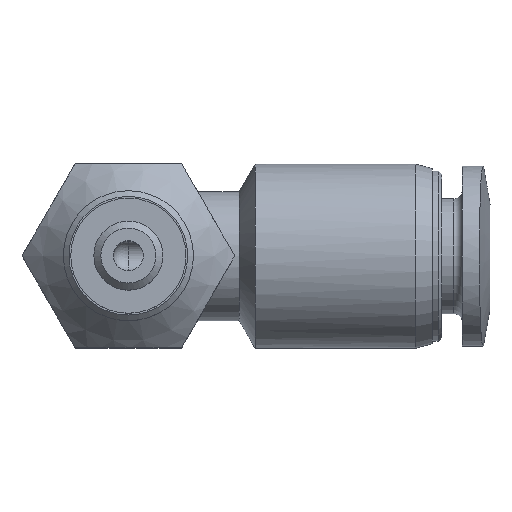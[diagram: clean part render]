
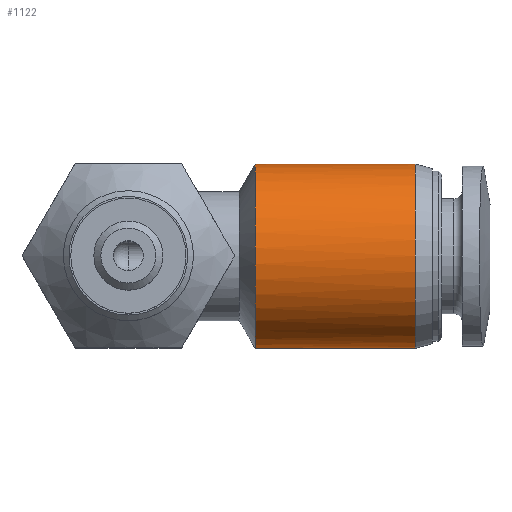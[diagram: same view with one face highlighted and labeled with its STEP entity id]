
A CAD part, top view. The second image highlights one B-rep face of the part: STEP entity #1122.
In plain terms, the highlighted cylindrical face has radius 4 mm (diameter 8 mm), a full revolution.
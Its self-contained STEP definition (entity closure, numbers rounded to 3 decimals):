
#114=CYLINDRICAL_SURFACE('',#1201,4.);
#143=CIRCLE('',#1200,4.);
#144=CIRCLE('',#1202,4.);
#145=CIRCLE('',#1203,4.);
#146=CIRCLE('',#1204,4.);
#220=ORIENTED_EDGE('',*,*,#411,.F.);
#221=ORIENTED_EDGE('',*,*,#412,.T.);
#222=ORIENTED_EDGE('',*,*,#408,.T.);
#223=ORIENTED_EDGE('',*,*,#413,.T.);
#408=EDGE_CURVE('',#503,#504,#143,.T.);
#411=EDGE_CURVE('',#505,#505,#144,.T.);
#412=EDGE_CURVE('',#506,#503,#145,.T.);
#413=EDGE_CURVE('',#504,#506,#146,.T.);
#503=VERTEX_POINT('',#1661);
#504=VERTEX_POINT('',#1662);
#505=VERTEX_POINT('',#1673);
#506=VERTEX_POINT('',#1675);
#575=EDGE_LOOP('',(#220));
#576=EDGE_LOOP('',(#221,#222,#223));
#655=FACE_BOUND('',#575,.T.);
#656=FACE_BOUND('',#576,.T.);
#1122=ADVANCED_FACE('',(#655,#656),#114,.T.);
#1200=AXIS2_PLACEMENT_3D('',#1660,#1337,#1338);
#1201=AXIS2_PLACEMENT_3D('',#1671,#1339,#1340);
#1202=AXIS2_PLACEMENT_3D('',#1672,#1341,#1342);
#1203=AXIS2_PLACEMENT_3D('',#1674,#1343,#1344);
#1204=AXIS2_PLACEMENT_3D('',#1676,#1345,#1346);
#1337=DIRECTION('',(1.,0.,0.));
#1338=DIRECTION('',(0.,0.,-1.));
#1339=DIRECTION('',(1.,0.,0.));
#1340=DIRECTION('',(0.,0.,-1.));
#1341=DIRECTION('',(1.,0.,0.));
#1342=DIRECTION('',(0.,0.,-1.));
#1343=DIRECTION('',(1.,0.,0.));
#1344=DIRECTION('',(0.,0.,-1.));
#1345=DIRECTION('',(1.,0.,0.));
#1346=DIRECTION('',(0.,0.,-1.));
#1660=CARTESIAN_POINT('',(5.5,0.,0.));
#1661=CARTESIAN_POINT('',(5.5,0.5,-3.969));
#1662=CARTESIAN_POINT('',(5.5,-0.5,-3.969));
#1671=CARTESIAN_POINT('',(15.7,0.,0.));
#1672=CARTESIAN_POINT('',(12.457,0.,0.));
#1673=CARTESIAN_POINT('',(12.457,0.,-4.));
#1674=CARTESIAN_POINT('',(5.5,0.,0.));
#1675=CARTESIAN_POINT('',(5.5,0.,-4.));
#1676=CARTESIAN_POINT('',(5.5,0.,0.));
